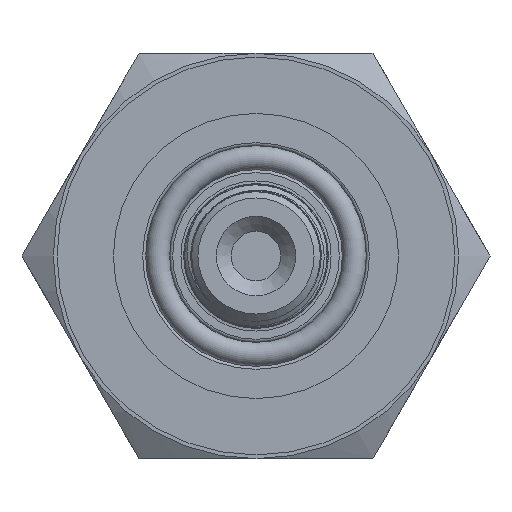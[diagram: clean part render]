
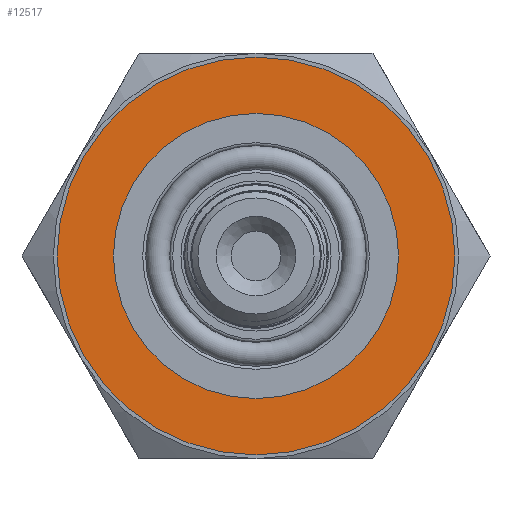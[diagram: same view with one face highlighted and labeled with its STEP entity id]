
A CAD part, left-side view. The second image highlights one B-rep face of the part: STEP entity #12517.
In plain terms, the highlighted planar face has unit normal (-1, 0, 0).
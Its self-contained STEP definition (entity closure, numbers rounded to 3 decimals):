
#526=FACE_BOUND('',#2270,.T.);
#713=PLANE('',#13311);
#1464=FACE_OUTER_BOUND('',#2269,.T.);
#2269=EDGE_LOOP('',(#11636));
#2270=EDGE_LOOP('',(#11637));
#2591=CIRCLE('',#13260,13.25);
#2622=CIRCLE('',#13310,9.5);
#6007=VERTEX_POINT('',#33506);
#6045=VERTEX_POINT('',#36724);
#7848=EDGE_CURVE('',#6007,#6007,#2591,.T.);
#7908=EDGE_CURVE('',#6045,#6045,#2622,.T.);
#11636=ORIENTED_EDGE('',*,*,#7848,.T.);
#11637=ORIENTED_EDGE('',*,*,#7908,.T.);
#12517=ADVANCED_FACE('',(#1464,#526),#713,.T.);
#13260=AXIS2_PLACEMENT_3D('',#33507,#15407,#15408);
#13310=AXIS2_PLACEMENT_3D('',#36725,#15515,#15516);
#13311=AXIS2_PLACEMENT_3D('',#36727,#15518,#15519);
#15407=DIRECTION('center_axis',(-1.,0.,0.));
#15408=DIRECTION('ref_axis',(0.,1.,0.));
#15515=DIRECTION('center_axis',(1.,0.,0.));
#15516=DIRECTION('ref_axis',(0.,0.,-1.));
#15518=DIRECTION('center_axis',(-1.,0.,0.));
#15519=DIRECTION('ref_axis',(0.,0.,1.));
#33506=CARTESIAN_POINT('',(-48.,-13.25,0.));
#33507=CARTESIAN_POINT('Origin',(-48.,0.,0.));
#36724=CARTESIAN_POINT('',(-48.,-9.5,0.));
#36725=CARTESIAN_POINT('Origin',(-48.,0.,0.));
#36727=CARTESIAN_POINT('Origin',(-48.,13.5,0.));
